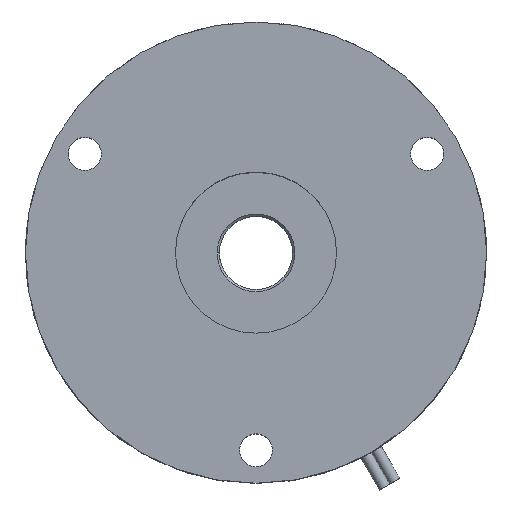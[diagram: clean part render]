
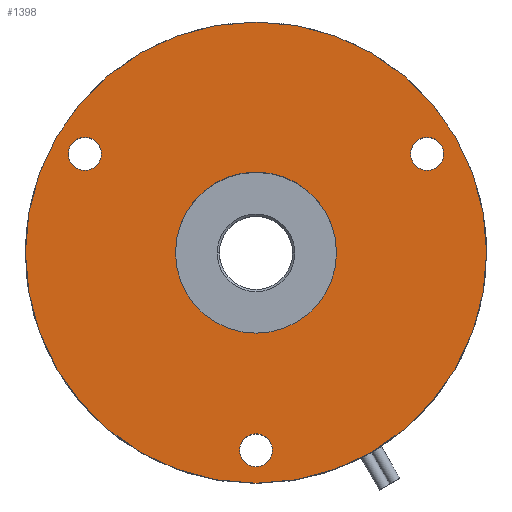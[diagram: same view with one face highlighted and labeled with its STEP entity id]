
A CAD part, top view. The second image highlights one B-rep face of the part: STEP entity #1398.
In plain terms, the highlighted planar face has unit normal (0, 0, 1).
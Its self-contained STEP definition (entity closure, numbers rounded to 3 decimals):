
#534 = EDGE_CURVE ( 'NONE', #535, #536, #3454, .T. ) ;
#535 = VERTEX_POINT ( 'NONE', #3487 ) ;
#536 = VERTEX_POINT ( 'NONE', #3486 ) ;
#548 = EDGE_CURVE ( 'NONE', #549, #550, #3498, .T. ) ;
#549 = VERTEX_POINT ( 'NONE', #3493 ) ;
#550 = VERTEX_POINT ( 'NONE', #3492 ) ;
#718 = EDGE_CURVE ( 'NONE', #719, #720, #3934, .T. ) ;
#719 = VERTEX_POINT ( 'NONE', #3930 ) ;
#720 = VERTEX_POINT ( 'NONE', #3929 ) ;
#729 = EDGE_CURVE ( 'NONE', #730, #731, #4116, .T. ) ;
#730 = VERTEX_POINT ( 'NONE', #4149 ) ;
#731 = VERTEX_POINT ( 'NONE', #4148 ) ;
#777 = EDGE_CURVE ( 'NONE', #778, #779, #3976, .T. ) ;
#778 = VERTEX_POINT ( 'NONE', #4026 ) ;
#779 = VERTEX_POINT ( 'NONE', #4025 ) ;
#1214 = EDGE_LOOP ( 'NONE', ( #1215, #1217 ) ) ;
#1215 = ORIENTED_EDGE ( 'NONE', *, *, #1216, .T. ) ;
#1216 = EDGE_CURVE ( 'NONE', #550, #549, #4773, .T. ) ;
#1217 = ORIENTED_EDGE ( 'NONE', *, *, #548, .T. ) ;
#1218 = EDGE_LOOP ( 'NONE', ( #1219, #1221 ) ) ;
#1219 = ORIENTED_EDGE ( 'NONE', *, *, #1220, .T. ) ;
#1220 = EDGE_CURVE ( 'NONE', #720, #719, #4768, .T. ) ;
#1221 = ORIENTED_EDGE ( 'NONE', *, *, #718, .T. ) ;
#1222 = EDGE_LOOP ( 'NONE', ( #1366, #1368 ) ) ;
#1366 = ORIENTED_EDGE ( 'NONE', *, *, #1367, .T. ) ;
#1367 = EDGE_CURVE ( 'NONE', #536, #535, #5013, .T. ) ;
#1368 = ORIENTED_EDGE ( 'NONE', *, *, #534, .T. ) ;
#1369 = EDGE_LOOP ( 'NONE', ( #1370, #1372 ) ) ;
#1370 = ORIENTED_EDGE ( 'NONE', *, *, #1371, .T. ) ;
#1371 = EDGE_CURVE ( 'NONE', #779, #778, #5178, .T. ) ;
#1372 = ORIENTED_EDGE ( 'NONE', *, *, #777, .T. ) ;
#1373 = EDGE_LOOP ( 'NONE', ( #1374, #1375 ) ) ;
#1374 = ORIENTED_EDGE ( 'NONE', *, *, #729, .F. ) ;
#1375 = ORIENTED_EDGE ( 'NONE', *, *, #1376, .F. ) ;
#1376 = EDGE_CURVE ( 'NONE', #731, #730, #5173, .T. ) ;
#1398 = ADVANCED_FACE ( 'NONE', ( #4993, #4989, #4988, #4987, #4986 ), #4983, .T. ) ;
#3452 = CARTESIAN_POINT ( 'NONE',  ( 0., -27., 21. ) ) ;
#3453 = AXIS2_PLACEMENT_3D ( 'NONE', #3452, #3489, #3488 ) ;
#3454 = CIRCLE ( 'NONE', #3453, 2.25 ) ;
#3486 = CARTESIAN_POINT ( 'NONE',  ( 2.25, -27., 21. ) ) ;
#3487 = CARTESIAN_POINT ( 'NONE',  ( -2.25, -27., 21. ) ) ;
#3488 = DIRECTION ( 'NONE',  ( 1., 0., 0. ) ) ;
#3489 = DIRECTION ( 'NONE',  ( 0., 0., -1. ) ) ;
#3492 = CARTESIAN_POINT ( 'NONE',  ( -21.133, 13.5, 21. ) ) ;
#3493 = CARTESIAN_POINT ( 'NONE',  ( -25.633, 13.5, 21. ) ) ;
#3494 = DIRECTION ( 'NONE',  ( -0.5, -0.866, 0. ) ) ;
#3495 = DIRECTION ( 'NONE',  ( 0., 0., -1. ) ) ;
#3496 = CARTESIAN_POINT ( 'NONE',  ( -23.383, 13.5, 21. ) ) ;
#3497 = AXIS2_PLACEMENT_3D ( 'NONE', #3496, #3495, #3494 ) ;
#3498 = CIRCLE ( 'NONE', #3497, 2.25 ) ;
#3929 = CARTESIAN_POINT ( 'NONE',  ( 25.633, 13.5, 21. ) ) ;
#3930 = CARTESIAN_POINT ( 'NONE',  ( 21.133, 13.5, 21. ) ) ;
#3931 = DIRECTION ( 'NONE',  ( -0.5, 0.866, 0. ) ) ;
#3932 = DIRECTION ( 'NONE',  ( 0., 0., -1. ) ) ;
#3933 = AXIS2_PLACEMENT_3D ( 'NONE', #4060, #3932, #3931 ) ;
#3934 = CIRCLE ( 'NONE', #3933, 2.25 ) ;
#3968 = DIRECTION ( 'NONE',  ( 0., 0., 1. ) ) ;
#3969 = CARTESIAN_POINT ( 'NONE',  ( 0., 0., 21. ) ) ;
#3970 = AXIS2_PLACEMENT_3D ( 'NONE', #3969, #3968, #4027 ) ;
#3976 = CIRCLE ( 'NONE', #3970, 31.5 ) ;
#4025 = CARTESIAN_POINT ( 'NONE',  ( 31.5, 0., 21. ) ) ;
#4026 = CARTESIAN_POINT ( 'NONE',  ( -31.5, 0., 21. ) ) ;
#4027 = DIRECTION ( 'NONE',  ( -1., 0., 0. ) ) ;
#4060 = CARTESIAN_POINT ( 'NONE',  ( 23.383, 13.5, 21. ) ) ;
#4116 = CIRCLE ( 'NONE', #4153, 11. ) ;
#4148 = CARTESIAN_POINT ( 'NONE',  ( -11., 0., 21. ) ) ;
#4149 = CARTESIAN_POINT ( 'NONE',  ( 11., 0., 21. ) ) ;
#4150 = DIRECTION ( 'NONE',  ( -1., 0., 0. ) ) ;
#4151 = DIRECTION ( 'NONE',  ( 0., 0., 1. ) ) ;
#4152 = CARTESIAN_POINT ( 'NONE',  ( 0., 0., 21. ) ) ;
#4153 = AXIS2_PLACEMENT_3D ( 'NONE', #4152, #4151, #4150 ) ;
#4764 = DIRECTION ( 'NONE',  ( -0.5, 0.866, 0. ) ) ;
#4765 = DIRECTION ( 'NONE',  ( 0., 0., -1. ) ) ;
#4766 = CARTESIAN_POINT ( 'NONE',  ( 23.383, 13.5, 21. ) ) ;
#4767 = AXIS2_PLACEMENT_3D ( 'NONE', #4766, #4765, #4764 ) ;
#4768 = CIRCLE ( 'NONE', #4767, 2.25 ) ;
#4769 = DIRECTION ( 'NONE',  ( -0.5, -0.866, 0. ) ) ;
#4770 = DIRECTION ( 'NONE',  ( 0., 0., -1. ) ) ;
#4771 = CARTESIAN_POINT ( 'NONE',  ( -23.383, 13.5, 21. ) ) ;
#4772 = AXIS2_PLACEMENT_3D ( 'NONE', #4771, #4770, #4769 ) ;
#4773 = CIRCLE ( 'NONE', #4772, 2.25 ) ;
#4983 = PLANE ( 'NONE',  #4985 ) ;
#4984 = CARTESIAN_POINT ( 'NONE',  ( 0., 0., 21. ) ) ;
#4985 = AXIS2_PLACEMENT_3D ( 'NONE', #4984, #5226, #5225 ) ;
#4986 = FACE_BOUND ( 'NONE', #1373, .T. ) ;
#4987 = FACE_OUTER_BOUND ( 'NONE', #1369, .T. ) ;
#4988 = FACE_BOUND ( 'NONE', #1222, .T. ) ;
#4989 = FACE_BOUND ( 'NONE', #1218, .T. ) ;
#4993 = FACE_BOUND ( 'NONE', #1214, .T. ) ;
#5013 = CIRCLE ( 'NONE', #5182, 2.25 ) ;
#5169 = DIRECTION ( 'NONE',  ( -1., 0., 0. ) ) ;
#5170 = DIRECTION ( 'NONE',  ( 0., 0., 1. ) ) ;
#5171 = CARTESIAN_POINT ( 'NONE',  ( 0., 0., 21. ) ) ;
#5172 = AXIS2_PLACEMENT_3D ( 'NONE', #5171, #5170, #5169 ) ;
#5173 = CIRCLE ( 'NONE', #5172, 11. ) ;
#5174 = DIRECTION ( 'NONE',  ( -1., 0., 0. ) ) ;
#5175 = DIRECTION ( 'NONE',  ( 0., 0., 1. ) ) ;
#5176 = CARTESIAN_POINT ( 'NONE',  ( 0., 0., 21. ) ) ;
#5177 = AXIS2_PLACEMENT_3D ( 'NONE', #5176, #5175, #5174 ) ;
#5178 = CIRCLE ( 'NONE', #5177, 31.5 ) ;
#5179 = DIRECTION ( 'NONE',  ( 1., 0., 0. ) ) ;
#5180 = DIRECTION ( 'NONE',  ( 0., 0., -1. ) ) ;
#5181 = CARTESIAN_POINT ( 'NONE',  ( 0., -27., 21. ) ) ;
#5182 = AXIS2_PLACEMENT_3D ( 'NONE', #5181, #5180, #5179 ) ;
#5225 = DIRECTION ( 'NONE',  ( -1., 0., 0. ) ) ;
#5226 = DIRECTION ( 'NONE',  ( 0., 0., 1. ) ) ;
